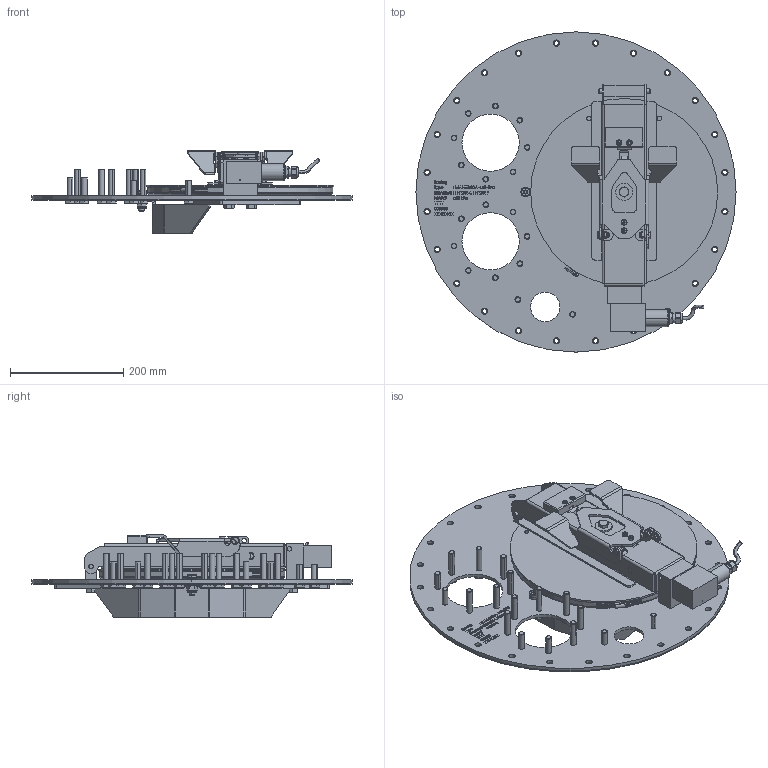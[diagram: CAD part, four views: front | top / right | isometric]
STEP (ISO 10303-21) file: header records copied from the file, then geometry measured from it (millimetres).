
FILE_DESCRIPTION (( 'STEP AP214' ), '1' );
FILE_NAME ('MANLID20A-150-SPD_P8000011977.STEP', '2015-09-08T11:41:08', ( 'Admin1' ), ( '' ), 'SwSTEP 2.0', 'SolidWorks 2014', '' );
FILE_SCHEMA (( 'AUTOMOTIVE_DESIGN' ));
Length unit declared in the file: millimetre
Products named in the file (1): MANLID20A-150-SPD_P8000011977
Bounding box: 565 x 565 x 144.91 mm (x, y, z)
Surface area: 955660.1 mm2 (no closed solid volume)
Topology: 0 solids, 169 shells, 1325 faces, 5222 edges, 3977 vertices
Faces by surface type: plane 634, cylinder 411, cone 199, bspline 55, torus 25, sphere 1
Entity records: 86491 total; most frequent: CARTESIAN_POINT 29768, DIRECTION 8419, ORIENTED_EDGE 7476, EDGE_CURVE 5222, VERTEX_POINT 3977, AXIS2_PLACEMENT_3D 2815, LINE 2789, VECTOR 2789
